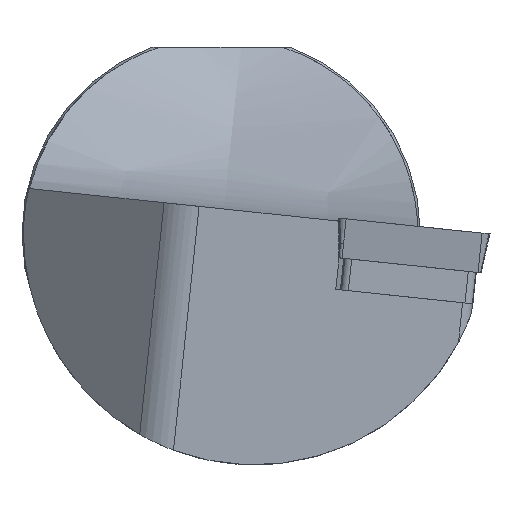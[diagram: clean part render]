
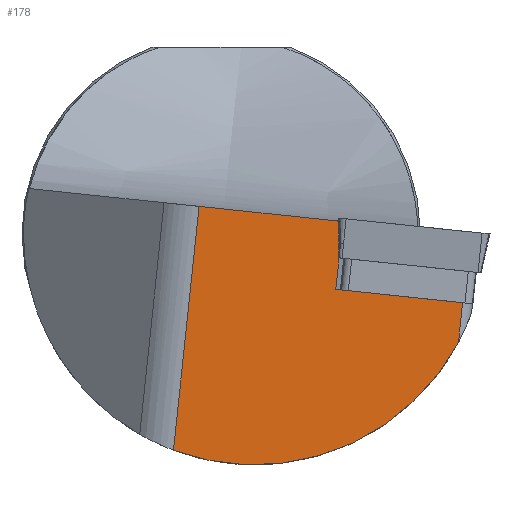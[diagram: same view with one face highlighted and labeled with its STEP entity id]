
A CAD part, left-side view. The second image highlights one B-rep face of the part: STEP entity #178.
In plain terms, the highlighted planar face has unit normal (-1, 0, 0).
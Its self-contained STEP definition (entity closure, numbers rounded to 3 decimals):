
#135=B_SPLINE_CURVE_WITH_KNOTS('',3,(#1059,#1060,#1061,#1062),
 .UNSPECIFIED.,.F.,.F.,(4,4),(0.,1.),.UNSPECIFIED.);
#157=B_SPLINE_CURVE_WITH_KNOTS('',3,(#1518,#1519,#1520,#1521),
 .UNSPECIFIED.,.F.,.F.,(4,4),(0.,1.),.UNSPECIFIED.);
#178=ADVANCED_FACE('',(#238),#208,.F.);
#208=PLANE('',#817);
#238=FACE_OUTER_BOUND('',#279,.T.);
#279=EDGE_LOOP('',(#481,#482,#483,#484,#485,#486,#487,#488,#489));
#307=LINE('',#1051,#353);
#319=LINE('',#1821,#365);
#320=LINE('',#1823,#366);
#321=LINE('',#1826,#367);
#322=LINE('',#1827,#368);
#323=LINE('',#1830,#369);
#353=VECTOR('',#866,1.);
#365=VECTOR('',#928,1.);
#366=VECTOR('',#931,1.);
#367=VECTOR('',#932,1.);
#368=VECTOR('',#933,1.);
#369=VECTOR('',#936,1.);
#481=ORIENTED_EDGE('',*,*,#717,.T.);
#482=ORIENTED_EDGE('',*,*,#718,.T.);
#483=ORIENTED_EDGE('',*,*,#668,.T.);
#484=ORIENTED_EDGE('',*,*,#719,.T.);
#485=ORIENTED_EDGE('',*,*,#672,.T.);
#486=ORIENTED_EDGE('',*,*,#711,.T.);
#487=ORIENTED_EDGE('',*,*,#716,.T.);
#488=ORIENTED_EDGE('',*,*,#720,.T.);
#489=ORIENTED_EDGE('',*,*,#721,.F.);
#601=VERTEX_POINT('',#1050);
#602=VERTEX_POINT('',#1052);
#605=VERTEX_POINT('',#1063);
#606=VERTEX_POINT('',#1064);
#633=VERTEX_POINT('',#1517);
#636=VERTEX_POINT('',#1820);
#637=VERTEX_POINT('',#1824);
#638=VERTEX_POINT('',#1825);
#639=VERTEX_POINT('',#1829);
#668=EDGE_CURVE('',#602,#601,#307,.T.);
#672=EDGE_CURVE('',#605,#606,#135,.T.);
#711=EDGE_CURVE('',#606,#633,#157,.T.);
#716=EDGE_CURVE('',#633,#636,#319,.T.);
#717=EDGE_CURVE('',#637,#638,#320,.T.);
#718=EDGE_CURVE('',#638,#602,#321,.T.);
#719=EDGE_CURVE('',#601,#605,#322,.T.);
#720=EDGE_CURVE('',#636,#639,#773,.T.);
#721=EDGE_CURVE('',#637,#639,#323,.T.);
#773=CIRCLE('',#816,23.19);
#816=AXIS2_PLACEMENT_3D('',#1828,#934,#935);
#817=AXIS2_PLACEMENT_3D('',#1831,#937,#938);
#866=DIRECTION('',(0.,-0.105,0.995));
#928=DIRECTION('',(0.,0.105,-0.995));
#931=DIRECTION('',(0.,0.995,0.105));
#932=DIRECTION('',(0.,0.995,0.105));
#933=DIRECTION('',(0.,0.036,0.999));
#934=DIRECTION('',(-1.,0.,0.));
#935=DIRECTION('',(0.,1.,0.));
#936=DIRECTION('',(0.,0.105,-0.995));
#937=DIRECTION('',(1.,0.,0.));
#938=DIRECTION('',(0.,1.,0.));
#1050=CARTESIAN_POINT('',(1.263,-11.99,-0.981));
#1051=CARTESIAN_POINT('',(1.263,-15.125,28.845));
#1052=CARTESIAN_POINT('',(1.263,-11.509,-5.56));
#1059=CARTESIAN_POINT('',(1.263,-11.909,1.284));
#1060=CARTESIAN_POINT('',(1.263,-11.886,1.286));
#1061=CARTESIAN_POINT('',(1.263,-11.864,1.288));
#1062=CARTESIAN_POINT('',(1.263,-11.842,1.291));
#1063=CARTESIAN_POINT('',(1.263,-11.909,1.284));
#1064=CARTESIAN_POINT('',(1.263,-11.842,1.291));
#1517=CARTESIAN_POINT('',(1.263,2.216,2.769));
#1518=CARTESIAN_POINT('',(1.263,-11.842,1.291));
#1519=CARTESIAN_POINT('',(1.263,-7.156,1.784));
#1520=CARTESIAN_POINT('',(1.263,-2.47,2.277));
#1521=CARTESIAN_POINT('',(1.263,2.216,2.769));
#1820=CARTESIAN_POINT('',(1.263,4.79,-21.718));
#1821=CARTESIAN_POINT('',(1.263,-49.01,490.152));
#1823=CARTESIAN_POINT('',(1.263,2.932,-4.042));
#1824=CARTESIAN_POINT('',(1.263,-24.247,-6.899));
#1825=CARTESIAN_POINT('',(1.263,-12.246,-5.638));
#1826=CARTESIAN_POINT('',(1.263,2.932,-4.042));
#1827=CARTESIAN_POINT('',(1.263,-12.078,-3.395));
#1828=CARTESIAN_POINT('',(1.263,-3.34,0.));
#1829=CARTESIAN_POINT('',(1.263,-23.831,-10.858));
#1830=CARTESIAN_POINT('',(1.263,-76.189,487.296));
#1831=CARTESIAN_POINT('',(1.263,-49.01,490.152));
